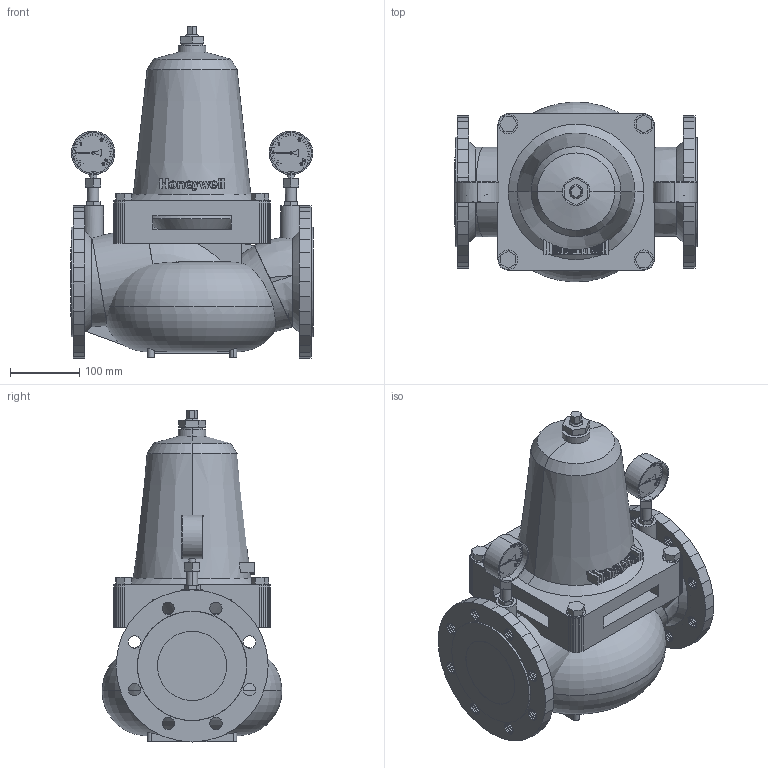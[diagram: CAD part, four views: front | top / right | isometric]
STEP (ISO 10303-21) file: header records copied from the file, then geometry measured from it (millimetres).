
FILE_DESCRIPTION(('no description'),'unknown implementation level');
FILE_NAME('HoneywellHome_D15S-100A_3D.stp',' ',('pit-cup GmbH'),('CADClick - KiM GmbH - www.kimweb.de'),'unknown preprocess','ACIS','unknown authorization');
FILE_SCHEMA(('automotive_design'));
Length unit declared in the file: millimetre
Products named in the file (96): 1; 2; 3; 4; 5; 6; 7; 8; 9; 10; 11; 12; 13; 14; 15; 16; 17; 18; 19; 20; 21; 22; 23; 24; 25; 26; 27; 28; 29; 30; 31; 32; 33; 34; 35; 36; 37; 38; 39; 40 ...
Bounding box: 350.4 x 260.02 x 480 mm (x, y, z)
Volume: 15348847.8 mm3; surface area: 913784.8 mm2
Topology: 96 solids, 100 shells, 2728 faces, 7578 edges, 5033 vertices
Faces by surface type: plane 2588, cylinder 90, cone 20, bspline 18, torus 12
Entity records: 183498 total; most frequent: CARTESIAN_POINT 26012, STYLED_ITEM 15435, PRESENTATION_STYLE_ASSIGNMENT 15435, COLOUR_RGB 15435, ORIENTED_EDGE 15164, DIRECTION 13675, EDGE_CURVE 7578, CURVE_STYLE 7578
